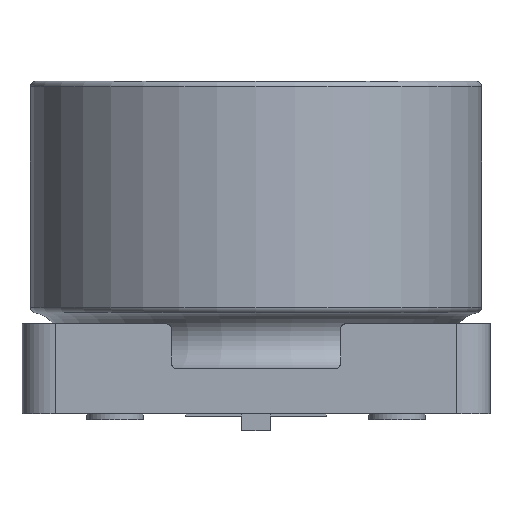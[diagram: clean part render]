
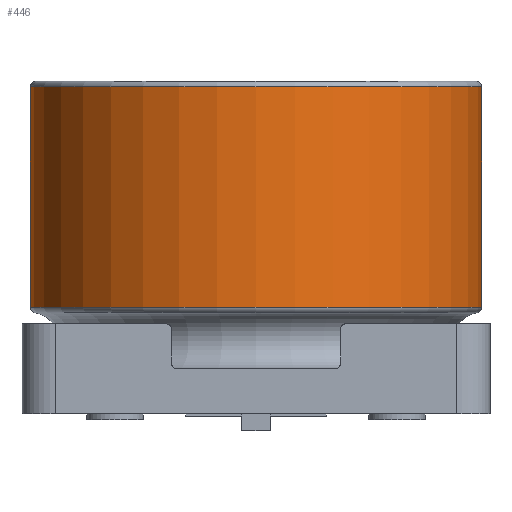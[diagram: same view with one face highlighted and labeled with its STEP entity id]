
A CAD part, left-side view. The second image highlights one B-rep face of the part: STEP entity #446.
In plain terms, the highlighted cylindrical face has radius 4 mm (diameter 8 mm), a full revolution.
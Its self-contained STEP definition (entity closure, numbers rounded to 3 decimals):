
#219=CYLINDRICAL_SURFACE('',#2487,4.);
#446=ADVANCED_FACE('',(#598,#599),#219,.T.);
#598=FACE_BOUND('',#672,.T.);
#599=FACE_BOUND('',#673,.T.);
#672=EDGE_LOOP('',(#1125));
#673=EDGE_LOOP('',(#1126));
#790=CIRCLE('',#2485,4.);
#791=CIRCLE('',#2486,4.);
#1125=ORIENTED_EDGE('',*,*,#1840,.T.);
#1126=ORIENTED_EDGE('',*,*,#1841,.T.);
#1591=VERTEX_POINT('',#3752);
#1592=VERTEX_POINT('',#3754);
#1840=EDGE_CURVE('',#1591,#1591,#790,.T.);
#1841=EDGE_CURVE('',#1592,#1592,#791,.T.);
#2485=AXIS2_PLACEMENT_3D('',#3751,#2909,#2910);
#2486=AXIS2_PLACEMENT_3D('',#3753,#2911,#2912);
#2487=AXIS2_PLACEMENT_3D('',#3755,#2913,#2914);
#2909=DIRECTION('',(0.,0.,1.));
#2910=DIRECTION('',(1.,0.,0.));
#2911=DIRECTION('',(0.,0.,-1.));
#2912=DIRECTION('',(-1.,0.,0.));
#2913=DIRECTION('',(0.,0.,-1.));
#2914=DIRECTION('',(-1.,0.,0.));
#3751=CARTESIAN_POINT('',(0.,0.,1.892));
#3752=CARTESIAN_POINT('',(4.,0.,1.892));
#3753=CARTESIAN_POINT('',(0.,0.,5.8));
#3754=CARTESIAN_POINT('',(-4.,0.,5.8));
#3755=CARTESIAN_POINT('',(0.,0.,0.));
